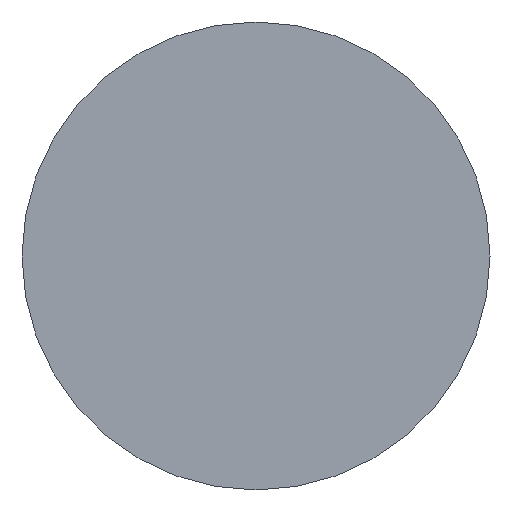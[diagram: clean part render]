
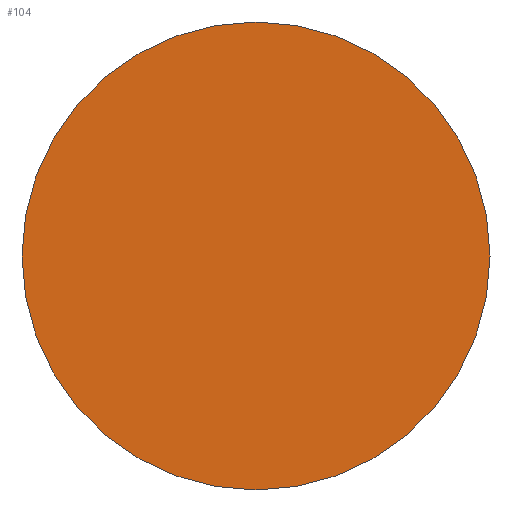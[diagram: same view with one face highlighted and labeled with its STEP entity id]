
A CAD part, left-side view. The second image highlights one B-rep face of the part: STEP entity #104.
In plain terms, the highlighted planar face has unit normal (-1, 0, 0).
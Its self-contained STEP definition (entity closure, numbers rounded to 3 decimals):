
#5 = CARTESIAN_POINT ( 'NONE',  ( 472.787, 140.712, 20. ) ) ;
#7 = CARTESIAN_POINT ( 'NONE',  ( 472.787, 140.712, 0. ) ) ;
#12 = DIRECTION ( 'NONE',  ( -1., 0., 0. ) ) ;
#18 = CARTESIAN_POINT ( 'NONE',  ( 472.787, 140.712, 0. ) ) ;
#27 = ORIENTED_EDGE ( 'NONE', *, *, #60, .T. ) ;
#32 = CARTESIAN_POINT ( 'NONE',  ( 472.787, 140.712, 0. ) ) ;
#37 = EDGE_LOOP ( 'NONE', ( #27, #135 ) ) ;
#42 = VERTEX_POINT ( 'NONE', #5 ) ;
#46 = DIRECTION ( 'NONE',  ( -1., 0., 0. ) ) ;
#52 = CARTESIAN_POINT ( 'NONE',  ( 472.787, 140.712, -20. ) ) ;
#60 = EDGE_CURVE ( 'NONE', #42, #186, #184, .T. ) ;
#66 = DIRECTION ( 'NONE',  ( 0., 0., 1. ) ) ;
#74 = AXIS2_PLACEMENT_3D ( 'NONE', #32, #46, #76 ) ;
#76 = DIRECTION ( 'NONE',  ( 0., 0., 1. ) ) ;
#78 = DIRECTION ( 'NONE',  ( 1., 0., 0. ) ) ;
#80 = DIRECTION ( 'NONE',  ( 0., 0., -1. ) ) ;
#98 = PLANE ( 'NONE',  #150 ) ;
#104 = ADVANCED_FACE ( 'NONE', ( #165 ), #98, .F. ) ;
#117 = EDGE_CURVE ( 'NONE', #186, #42, #169, .T. ) ;
#135 = ORIENTED_EDGE ( 'NONE', *, *, #117, .T. ) ;
#150 = AXIS2_PLACEMENT_3D ( 'NONE', #18, #78, #80 ) ;
#161 = AXIS2_PLACEMENT_3D ( 'NONE', #7, #12, #66 ) ;
#165 = FACE_OUTER_BOUND ( 'NONE', #37, .T. ) ;
#169 = CIRCLE ( 'NONE', #161, 20. ) ;
#184 = CIRCLE ( 'NONE', #74, 20. ) ;
#186 = VERTEX_POINT ( 'NONE', #52 ) ;
